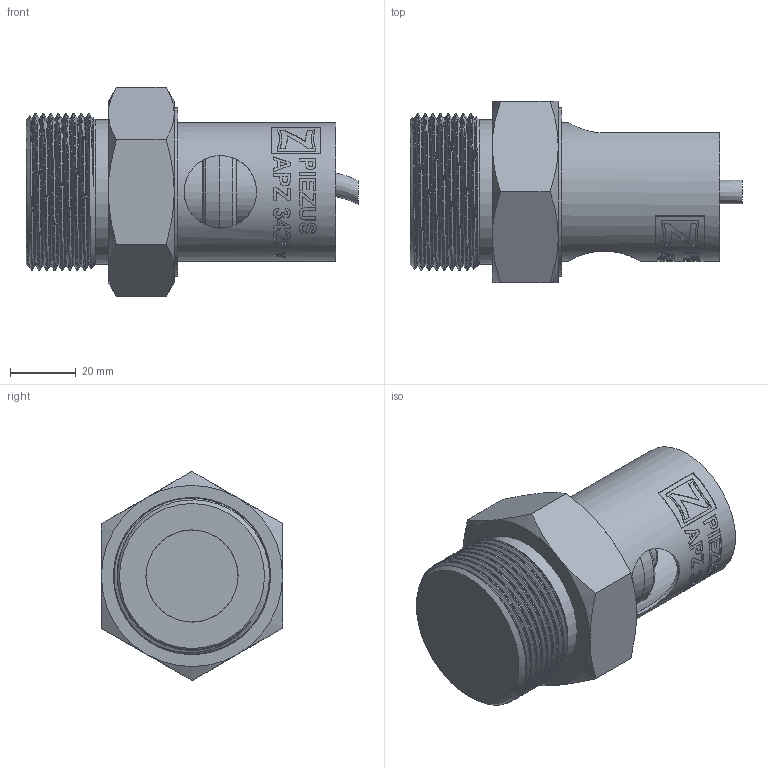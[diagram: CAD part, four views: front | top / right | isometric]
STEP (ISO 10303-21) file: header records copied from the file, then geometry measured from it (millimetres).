
FILE_DESCRIPTION(/* description */ (''),/* implementation_level */ '2;1');
FILE_NAME(/* name */ 'APZ3420v_G1-1''4_5.step',/* time_stamp */ '2021-07-13T17:03:19+03:00',/* author */ (''),/* organization */ (''),/* preprocessor_version */ 'ST-DEVELOPER v18.1',/* originating_system */ 'Autodesk Translation Framework v10.9.0.1377',/* authorisation */ '');
FILE_SCHEMA (('AUTOMOTIVE_DESIGN { 1 0 10303 214 3 1 1 }'));
Length unit declared in the file: millimetre
Products named in the file (7): АПЗ 3420 v - filled; Stainless steel cable gland assembly v4; wire; Stainless steel cable gland v2; Stainless steel cable gland nut v3; МР00-01.266.412.125 v5; МР00-01.266.410.125 v6
Assembly tree (6 placements, depth 3):
  АПЗ 3420 v - filled
    Stainless steel cable gland assembly v4
      wire
      Stainless steel cable gland v2
      Stainless steel cable gland nut v3
    МР00-01.266.412.125 v5
    МР00-01.266.410.125 v6
Bounding box: 100.78 x 55.08 x 63.51 mm (x, y, z)
Volume: 110878.7 mm3; surface area: 37732.8 mm2
Topology: 5 solids, 6 shells, 413 faces, 1076 edges, 711 vertices
Faces by surface type: bspline 251, cylinder 76, plane 49, cone 23, torus 13, sphere 1
Full cylindrical faces by diameter (mm): 2 x1, 7.2 x1, 13 x1, 20 x1, 21.4 x1, 22 x1, 22.3 x2, 22.5 x1, 24.5 x1, 25.132 x4, 25.526 x2, 25.7 x1, 26.5 x5, 27.208 x3, 27.7 x1, 27.9 x1, 28 x2, 34.5 x1, 40 x1, 42 x2, 44 x1, 44.845 x7, 45 x2, 51 x1
Entity records: 25223 total; most frequent: CARTESIAN_POINT 16680, ORIENTED_EDGE 2152, EDGE_CURVE 1076, DIRECTION 964, VERTEX_POINT 711, B_SPLINE_CURVE_WITH_KNOTS 573, EDGE_LOOP 457, FACE_OUTER_BOUND 413
